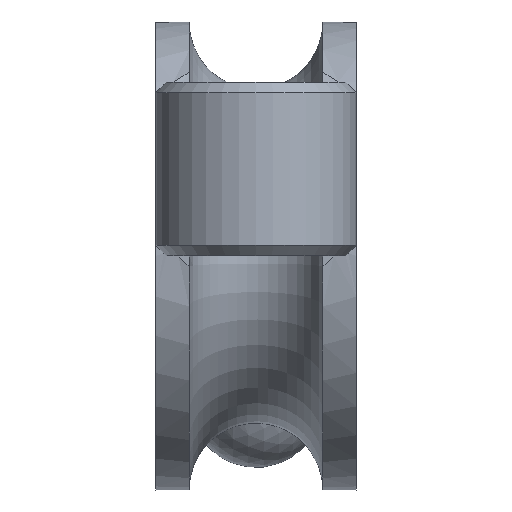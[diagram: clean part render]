
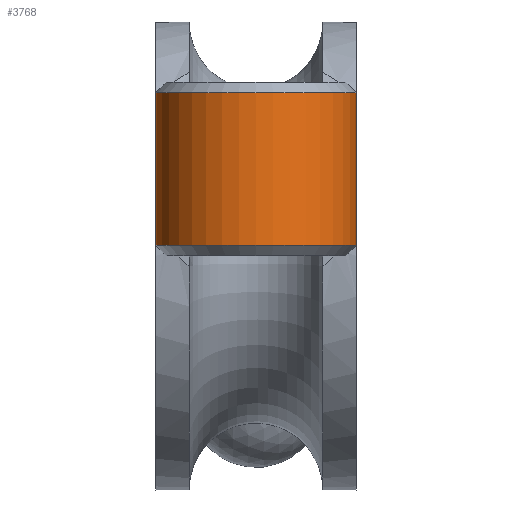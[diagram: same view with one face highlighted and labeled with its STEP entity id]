
A CAD part, left-side view. The second image highlights one B-rep face of the part: STEP entity #3768.
In plain terms, the highlighted cylindrical face has radius 7.5 mm (diameter 15 mm), a partial arc.
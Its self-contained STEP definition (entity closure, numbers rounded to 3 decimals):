
#1877 = PLANE('',#1878);
#1878 = AXIS2_PLACEMENT_3D('',#1879,#1880,#1881);
#1879 = CARTESIAN_POINT('',(148.246,-284.5,42.628));
#1880 = DIRECTION('',(0.,1.,0.));
#1881 = DIRECTION('',(-1.,0.,0.));
#2436 = PLANE('',#2437);
#2437 = AXIS2_PLACEMENT_3D('',#2438,#2439,#2440);
#2438 = CARTESIAN_POINT('',(148.246,-299.5,42.628));
#2439 = DIRECTION('',(0.,-1.,0.));
#2440 = DIRECTION('',(1.,0.,0.));
#3070 = CONICAL_SURFACE('',#3071,7.5,0.785);
#3071 = AXIS2_PLACEMENT_3D('',#3072,#3073,#3074);
#3072 = CARTESIAN_POINT('',(130.5,-292.,42.3));
#3073 = DIRECTION('',(0.,0.,1.));
#3074 = DIRECTION('',(0.,1.,
    0.));
#3109 = VERTEX_POINT('',#3110);
#3110 = CARTESIAN_POINT('',(130.5,-284.5,42.3));
#3154 = EDGE_CURVE('',#3109,#3155,#3157,.T.);
#3155 = VERTEX_POINT('',#3156);
#3156 = CARTESIAN_POINT('',(130.5,-284.5,53.7));
#3157 = SURFACE_CURVE('',#3158,(#3162,#3169),.PCURVE_S1.);
#3158 = LINE('',#3159,#3160);
#3159 = CARTESIAN_POINT('',(130.5,-284.5,41.5));
#3160 = VECTOR('',#3161,1.);
#3161 = DIRECTION('',(0.,0.,1.));
#3162 = PCURVE('',#1877,#3163);
#3163 = DEFINITIONAL_REPRESENTATION('',(#3164),#3168);
#3164 = LINE('',#3165,#3166);
#3165 = CARTESIAN_POINT('',(17.746,-1.128));
#3166 = VECTOR('',#3167,1.);
#3167 = DIRECTION('',(0.,1.));
#3168 = ( GEOMETRIC_REPRESENTATION_CONTEXT(2) 
PARAMETRIC_REPRESENTATION_CONTEXT() REPRESENTATION_CONTEXT('2D SPACE',''
  ) );
#3169 = PCURVE('',#3170,#3175);
#3170 = CYLINDRICAL_SURFACE('',#3171,7.5);
#3171 = AXIS2_PLACEMENT_3D('',#3172,#3173,#3174);
#3172 = CARTESIAN_POINT('',(130.5,-292.,41.5));
#3173 = DIRECTION('',(0.,0.,-1.));
#3174 = DIRECTION('',(1.,0.,0.));
#3175 = DEFINITIONAL_REPRESENTATION('',(#3176),#3180);
#3176 = LINE('',#3177,#3178);
#3177 = CARTESIAN_POINT('',(-1.571,0.));
#3178 = VECTOR('',#3179,1.);
#3179 = DIRECTION('',(-0.,-1.));
#3180 = ( GEOMETRIC_REPRESENTATION_CONTEXT(2) 
PARAMETRIC_REPRESENTATION_CONTEXT() REPRESENTATION_CONTEXT('2D SPACE',''
  ) );
#3361 = CONICAL_SURFACE('',#3362,7.5,0.785);
#3362 = AXIS2_PLACEMENT_3D('',#3363,#3364,#3365);
#3363 = CARTESIAN_POINT('',(130.5,-292.,53.7));
#3364 = DIRECTION('',(0.,0.,-1.));
#3365 = DIRECTION('',(0.,1.,
    0.));
#3527 = VERTEX_POINT('',#3528);
#3528 = CARTESIAN_POINT('',(130.5,-299.5,42.3));
#3575 = EDGE_CURVE('',#3527,#3576,#3578,.T.);
#3576 = VERTEX_POINT('',#3577);
#3577 = CARTESIAN_POINT('',(130.5,-299.5,53.7));
#3578 = SURFACE_CURVE('',#3579,(#3583,#3590),.PCURVE_S1.);
#3579 = LINE('',#3580,#3581);
#3580 = CARTESIAN_POINT('',(130.5,-299.5,41.5));
#3581 = VECTOR('',#3582,1.);
#3582 = DIRECTION('',(0.,0.,1.));
#3583 = PCURVE('',#2436,#3584);
#3584 = DEFINITIONAL_REPRESENTATION('',(#3585),#3589);
#3585 = LINE('',#3586,#3587);
#3586 = CARTESIAN_POINT('',(-17.746,-1.128));
#3587 = VECTOR('',#3588,1.);
#3588 = DIRECTION('',(0.,1.));
#3589 = ( GEOMETRIC_REPRESENTATION_CONTEXT(2) 
PARAMETRIC_REPRESENTATION_CONTEXT() REPRESENTATION_CONTEXT('2D SPACE',''
  ) );
#3590 = PCURVE('',#3170,#3591);
#3591 = DEFINITIONAL_REPRESENTATION('',(#3592),#3596);
#3592 = LINE('',#3593,#3594);
#3593 = CARTESIAN_POINT('',(-4.712,0.));
#3594 = VECTOR('',#3595,1.);
#3595 = DIRECTION('',(-0.,-1.));
#3596 = ( GEOMETRIC_REPRESENTATION_CONTEXT(2) 
PARAMETRIC_REPRESENTATION_CONTEXT() REPRESENTATION_CONTEXT('2D SPACE',''
  ) );
#3740 = EDGE_CURVE('',#3109,#3527,#3741,.T.);
#3741 = SURFACE_CURVE('',#3742,(#3747,#3754),.PCURVE_S1.);
#3742 = CIRCLE('',#3743,7.5);
#3743 = AXIS2_PLACEMENT_3D('',#3744,#3745,#3746);
#3744 = CARTESIAN_POINT('',(130.5,-292.,42.3));
#3745 = DIRECTION('',(0.,0.,1.));
#3746 = DIRECTION('',(0.,1.,
    0.));
#3747 = PCURVE('',#3070,#3748);
#3748 = DEFINITIONAL_REPRESENTATION('',(#3749),#3753);
#3749 = LINE('',#3750,#3751);
#3750 = CARTESIAN_POINT('',(0.,0.));
#3751 = VECTOR('',#3752,1.);
#3752 = DIRECTION('',(1.,0.));
#3753 = ( GEOMETRIC_REPRESENTATION_CONTEXT(2) 
PARAMETRIC_REPRESENTATION_CONTEXT() REPRESENTATION_CONTEXT('2D SPACE',''
  ) );
#3754 = PCURVE('',#3170,#3755);
#3755 = DEFINITIONAL_REPRESENTATION('',(#3756),#3760);
#3756 = LINE('',#3757,#3758);
#3757 = CARTESIAN_POINT('',(-1.571,-0.8));
#3758 = VECTOR('',#3759,1.);
#3759 = DIRECTION('',(-1.,0.));
#3760 = ( GEOMETRIC_REPRESENTATION_CONTEXT(2) 
PARAMETRIC_REPRESENTATION_CONTEXT() REPRESENTATION_CONTEXT('2D SPACE',''
  ) );
#3768 = ADVANCED_FACE('',(#3769),#3170,.T.);
#3769 = FACE_BOUND('',#3770,.F.);
#3770 = EDGE_LOOP('',(#3771,#3772,#3794,#3795));
#3771 = ORIENTED_EDGE('',*,*,#3154,.T.);
#3772 = ORIENTED_EDGE('',*,*,#3773,.T.);
#3773 = EDGE_CURVE('',#3155,#3576,#3774,.T.);
#3774 = SURFACE_CURVE('',#3775,(#3780,#3787),.PCURVE_S1.);
#3775 = CIRCLE('',#3776,7.5);
#3776 = AXIS2_PLACEMENT_3D('',#3777,#3778,#3779);
#3777 = CARTESIAN_POINT('',(130.5,-292.,53.7));
#3778 = DIRECTION('',(0.,0.,1.));
#3779 = DIRECTION('',(0.,1.,
    0.));
#3780 = PCURVE('',#3170,#3781);
#3781 = DEFINITIONAL_REPRESENTATION('',(#3782),#3786);
#3782 = LINE('',#3783,#3784);
#3783 = CARTESIAN_POINT('',(-1.571,-12.2));
#3784 = VECTOR('',#3785,1.);
#3785 = DIRECTION('',(-1.,0.));
#3786 = ( GEOMETRIC_REPRESENTATION_CONTEXT(2) 
PARAMETRIC_REPRESENTATION_CONTEXT() REPRESENTATION_CONTEXT('2D SPACE',''
  ) );
#3787 = PCURVE('',#3361,#3788);
#3788 = DEFINITIONAL_REPRESENTATION('',(#3789),#3793);
#3789 = LINE('',#3790,#3791);
#3790 = CARTESIAN_POINT('',(-0.,0.));
#3791 = VECTOR('',#3792,1.);
#3792 = DIRECTION('',(-1.,0.));
#3793 = ( GEOMETRIC_REPRESENTATION_CONTEXT(2) 
PARAMETRIC_REPRESENTATION_CONTEXT() REPRESENTATION_CONTEXT('2D SPACE',''
  ) );
#3794 = ORIENTED_EDGE('',*,*,#3575,.F.);
#3795 = ORIENTED_EDGE('',*,*,#3740,.F.);
